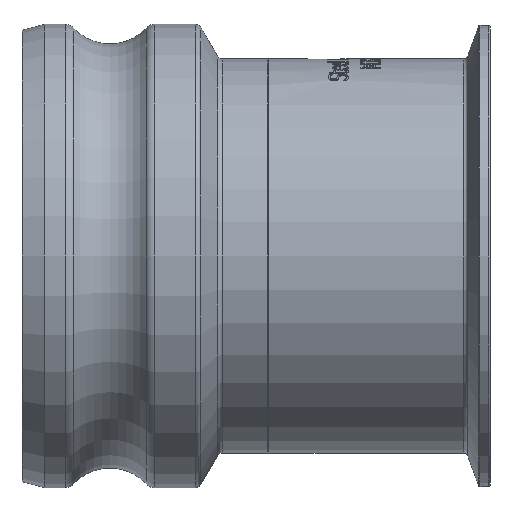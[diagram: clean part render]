
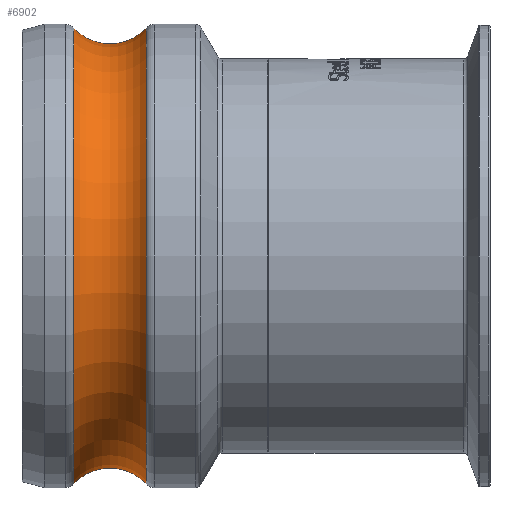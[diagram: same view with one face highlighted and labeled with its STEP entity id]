
A CAD part, front view. The second image highlights one B-rep face of the part: STEP entity #6902.
In plain terms, the highlighted toroidal (fillet/blend) face has major radius 67.367 mm and minor radius 12.7 mm.
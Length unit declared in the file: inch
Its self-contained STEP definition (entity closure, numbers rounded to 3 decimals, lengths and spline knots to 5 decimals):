
#34=TOROIDAL_SURFACE('',#7368,2.65225,0.5);
#784=FACE_OUTER_BOUND('',#1196,.T.);
#1196=EDGE_LOOP('',(#6444,#6445,#6446,#6447,#6448,#6449));
#1407=CIRCLE('',#7355,2.31294);
#1412=CIRCLE('',#7360,2.31294);
#1416=CIRCLE('',#7366,2.31294);
#1417=CIRCLE('',#7367,2.31294);
#1418=CIRCLE('',#7369,0.5);
#3339=VERTEX_POINT('',#15683);
#3340=VERTEX_POINT('',#15684);
#3346=VERTEX_POINT('',#15701);
#3347=VERTEX_POINT('',#15703);
#4371=EDGE_CURVE('',#3339,#3340,#1407,.T.);
#4376=EDGE_CURVE('',#3340,#3339,#1412,.T.);
#4381=EDGE_CURVE('',#3346,#3347,#1416,.T.);
#4382=EDGE_CURVE('',#3347,#3346,#1417,.T.);
#4383=EDGE_CURVE('',#3340,#3346,#1418,.T.);
#6444=ORIENTED_EDGE('',*,*,#4371,.F.);
#6445=ORIENTED_EDGE('',*,*,#4376,.F.);
#6446=ORIENTED_EDGE('',*,*,#4383,.T.);
#6447=ORIENTED_EDGE('',*,*,#4382,.F.);
#6448=ORIENTED_EDGE('',*,*,#4381,.F.);
#6449=ORIENTED_EDGE('',*,*,#4383,.F.);
#6902=ADVANCED_FACE('',(#784),#34,.F.);
#7355=AXIS2_PLACEMENT_3D('',#15685,#8674,#8675);
#7360=AXIS2_PLACEMENT_3D('',#15693,#8684,#8685);
#7366=AXIS2_PLACEMENT_3D('',#15704,#8697,#8698);
#7367=AXIS2_PLACEMENT_3D('',#15705,#8699,#8700);
#7368=AXIS2_PLACEMENT_3D('',#15706,#8701,#8702);
#7369=AXIS2_PLACEMENT_3D('',#15707,#8703,#8704);
#8674=DIRECTION('center_axis',(-1.,0.,0.));
#8675=DIRECTION('ref_axis',(0.,-1.,0.));
#8684=DIRECTION('center_axis',(-1.,0.,0.));
#8685=DIRECTION('ref_axis',(0.,-1.,0.));
#8697=DIRECTION('center_axis',(1.,0.,0.));
#8698=DIRECTION('ref_axis',(0.,-1.,0.));
#8699=DIRECTION('center_axis',(1.,0.,0.));
#8700=DIRECTION('ref_axis',(0.,-1.,0.));
#8701=DIRECTION('center_axis',(1.,0.,0.));
#8702=DIRECTION('ref_axis',(0.,0.,-1.));
#8703=DIRECTION('center_axis',(0.,-1.,0.));
#8704=DIRECTION('ref_axis',(0.,0.,1.));
#15683=CARTESIAN_POINT('',(0.52476,2.31294,0.));
#15684=CARTESIAN_POINT('',(0.52476,0.,2.31294));
#15685=CARTESIAN_POINT('Origin',(0.52476,0.,0.));
#15693=CARTESIAN_POINT('Origin',(0.52476,0.,0.));
#15701=CARTESIAN_POINT('',(1.25924,0.,2.31294));
#15703=CARTESIAN_POINT('',(1.25924,2.31294,0.));
#15704=CARTESIAN_POINT('Origin',(1.25924,0.,0.));
#15705=CARTESIAN_POINT('Origin',(1.25924,0.,0.));
#15706=CARTESIAN_POINT('Origin',(0.892,0.,0.));
#15707=CARTESIAN_POINT('Origin',(0.892,0.,2.65225));
